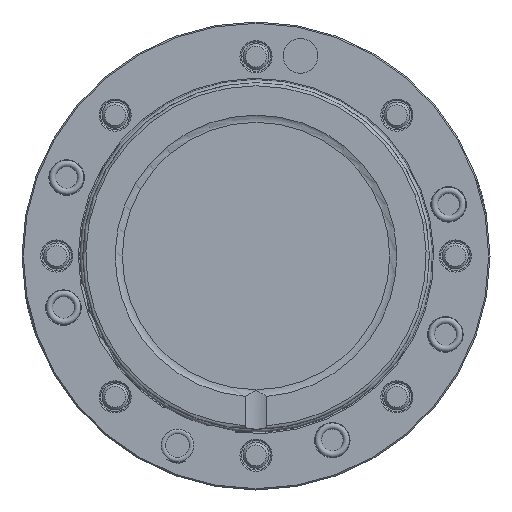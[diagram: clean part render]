
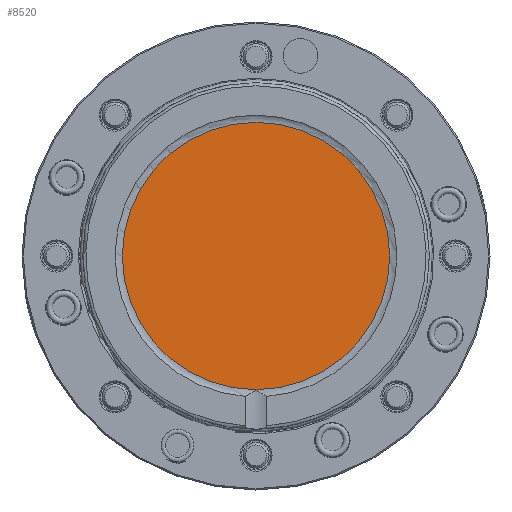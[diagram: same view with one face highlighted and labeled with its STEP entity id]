
A CAD part, front view. The second image highlights one B-rep face of the part: STEP entity #8520.
In plain terms, the highlighted planar face has unit normal (0, -1, 0).
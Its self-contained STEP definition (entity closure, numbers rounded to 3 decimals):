
#1011 = CIRCLE ( 'NONE', #13668, 30.842 ) ;
#1510 = ORIENTED_EDGE ( 'NONE', *, *, #8776, .F. ) ;
#1789 = DIRECTION ( 'NONE',  ( 0., -1., 0. ) ) ;
#1869 = CARTESIAN_POINT ( 'NONE',  ( 0., -38.5, 30.842 ) ) ;
#2575 = EDGE_LOOP ( 'NONE', ( #1510 ) ) ;
#2794 = DIRECTION ( 'NONE',  ( 0., 1., 0. ) ) ;
#4606 = VERTEX_POINT ( 'NONE', #1869 ) ;
#8520 = ADVANCED_FACE ( 'NONE', ( #10385 ), #11799, .T. ) ;
#8675 = DIRECTION ( 'NONE',  ( 0., 0., 1. ) ) ;
#8776 = EDGE_CURVE ( 'NONE', #4606, #4606, #1011, .T. ) ;
#10385 = FACE_OUTER_BOUND ( 'NONE', #2575, .T. ) ;
#11799 = PLANE ( 'NONE',  #17291 ) ;
#13668 = AXIS2_PLACEMENT_3D ( 'NONE', #17550, #2794, #8675 ) ;
#14883 = CARTESIAN_POINT ( 'NONE',  ( 30.842, -38.5, 0. ) ) ;
#16612 = DIRECTION ( 'NONE',  ( -1., 0., 0. ) ) ;
#17291 = AXIS2_PLACEMENT_3D ( 'NONE', #14883, #1789, #16612 ) ;
#17550 = CARTESIAN_POINT ( 'NONE',  ( 0., -38.5, 0. ) ) ;
